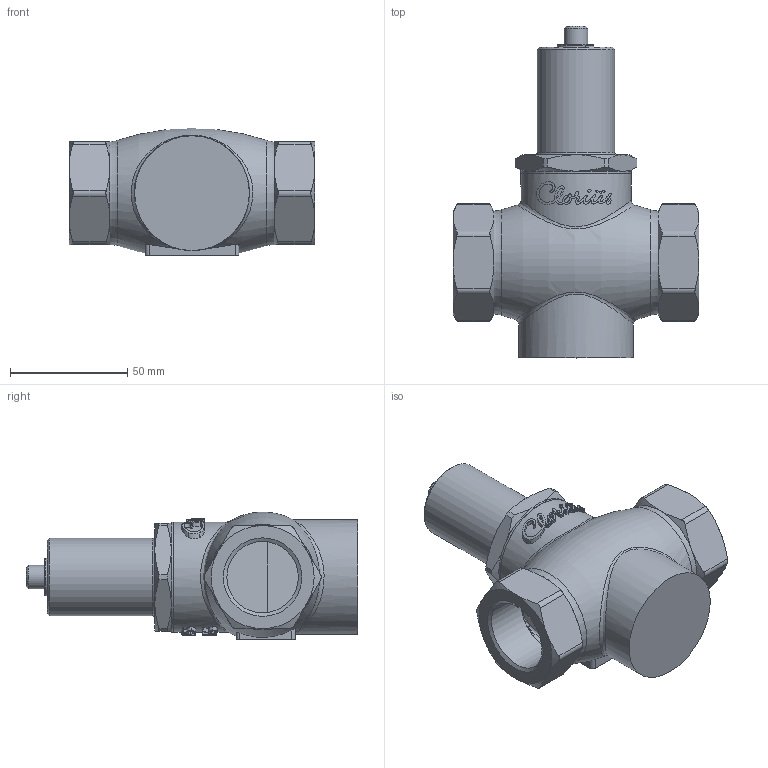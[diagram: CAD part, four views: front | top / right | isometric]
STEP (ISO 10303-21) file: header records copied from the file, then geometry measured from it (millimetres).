
FILE_DESCRIPTION (( 'STEP AP214' ), '1' );
FILE_NAME ('2111357.STEP', '2016-03-10T09:19:30', ( 'GFR' ), ( '' ), 'SwSTEP 2.0', 'SolidWorks 2014', '' );
FILE_SCHEMA (( 'AUTOMOTIVE_DESIGN' ));
Length unit declared in the file: millimetre
Products named in the file (1): 2111357
Bounding box: 105 x 141.7 x 54.45 mm (x, y, z)
Surface area: 49231.5 mm2 (no closed solid volume)
Topology: 0 solids, 9 shells, 647 faces, 2028 edges, 1359 vertices
Faces by surface type: plane 451, cylinder 83, bspline 52, cone 44, torus 17
Full cylindrical faces by diameter (mm): 8 x1, 10 x2, 11 x1, 18.8 x1, 19 x1, 30.5 x2, 33.1 x1, 47 x2, 49 x1
Entity records: 33826 total; most frequent: CARTESIAN_POINT 11971, ORIENTED_EDGE 3672, DIRECTION 2328, EDGE_CURVE 1988, VERTEX_POINT 1347, AXIS2_PLACEMENT_3D 825, EDGE_LOOP 699, LINE 678
